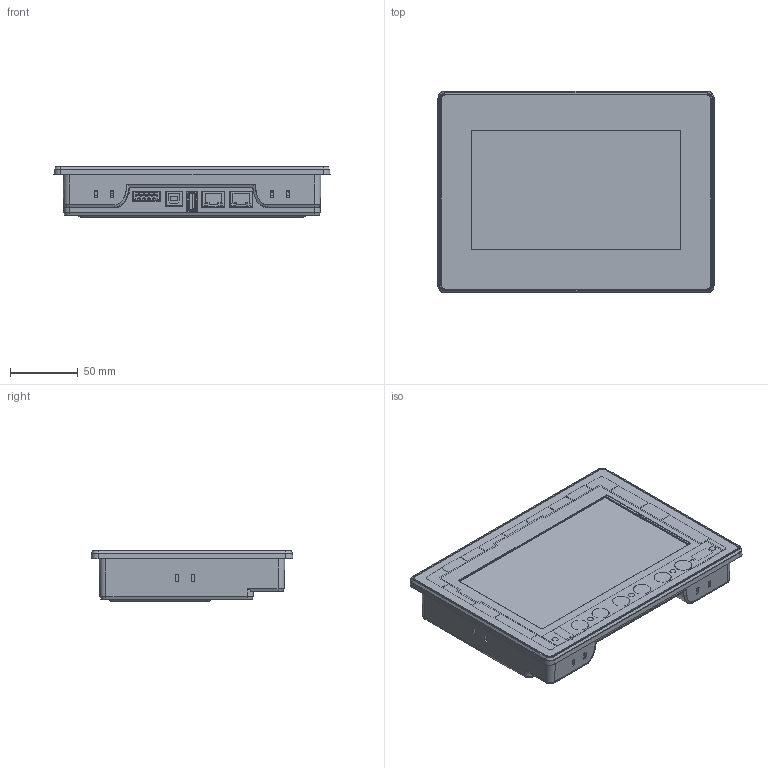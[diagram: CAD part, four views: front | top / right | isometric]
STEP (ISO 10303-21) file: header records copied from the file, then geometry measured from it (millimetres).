
FILE_DESCRIPTION (( 'STEP AP214' ), '1' );
FILE_NAME ('22ST-07.STEP', '2021-04-26T04:46:35', ( '' ), ( '' ), 'SwSTEP 2.0', 'SolidWorks 2020', '' );
FILE_SCHEMA (( 'AUTOMOTIVE_DESIGN' ));
Length unit declared in the file: millimetre
Products named in the file (5): TB; BODY; LCM-TP; RC; 22ST-07
Assembly tree (4 placements, depth 2):
  22ST-07
    RC
    TB
    LCM-TP
    BODY
Bounding box: 203.8 x 148.8 x 37.61 mm (x, y, z)
Volume: 715483.9 mm3; surface area: 281711.8 mm2
Topology: 4 solids, 22 shells, 3138 faces, 8614 edges, 5622 vertices
Faces by surface type: plane 2109, bspline 482, cylinder 464, cone 44, torus 31, sphere 8
Entity records: 116208 total; most frequent: CARTESIAN_POINT 44818, ORIENTED_EDGE 17210, DIRECTION 11088, EDGE_CURVE 8605, VERTEX_POINT 5622, VECTOR 4094, LINE 4094, AXIS2_PLACEMENT_3D 3497
